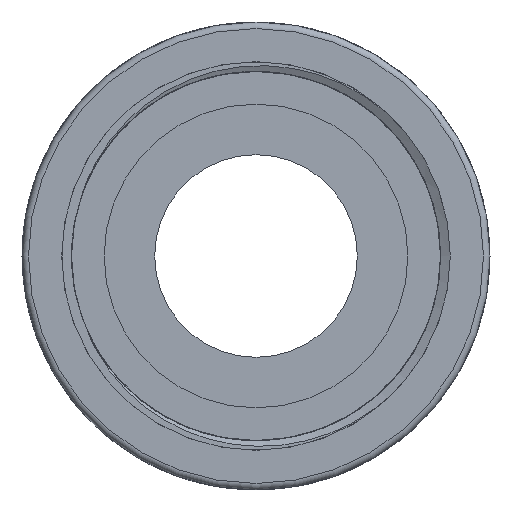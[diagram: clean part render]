
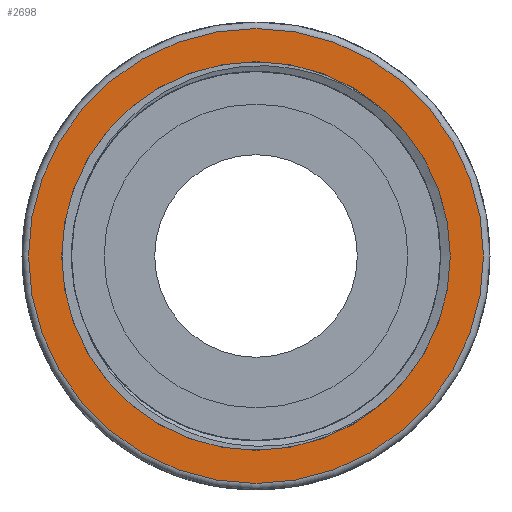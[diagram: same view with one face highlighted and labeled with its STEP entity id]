
A CAD part, front view. The second image highlights one B-rep face of the part: STEP entity #2698.
In plain terms, the highlighted planar face has unit normal (0, -1, 0).
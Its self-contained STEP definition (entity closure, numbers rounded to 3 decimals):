
#2369=PLANE('',#8239);
#2698=ADVANCED_FACE('',(#3071,#3072),#2369,.T.);
#3071=FACE_BOUND('',#3376,.T.);
#3072=FACE_BOUND('',#3377,.T.);
#3376=EDGE_LOOP('',(#4649));
#3377=EDGE_LOOP('',(#4650));
#4649=ORIENTED_EDGE('',*,*,#7269,.T.);
#4650=ORIENTED_EDGE('',*,*,#7270,.T.);
#6330=VERTEX_POINT('',#13028);
#6331=VERTEX_POINT('',#13030);
#7269=EDGE_CURVE('',#6330,#6330,#7859,.T.);
#7270=EDGE_CURVE('',#6331,#6331,#7860,.T.);
#7859=CIRCLE('',#8237,29.807);
#7860=CIRCLE('',#8238,34.9);
#8237=AXIS2_PLACEMENT_3D('',#13027,#9409,#9410);
#8238=AXIS2_PLACEMENT_3D('',#13029,#9411,#9412);
#8239=AXIS2_PLACEMENT_3D('',#13031,#9413,#9414);
#9409=DIRECTION('',(0.,1.,0.));
#9410=DIRECTION('',(1.,0.,0.));
#9411=DIRECTION('',(0.,-1.,0.));
#9412=DIRECTION('',(1.,0.,0.));
#9413=DIRECTION('',(0.,-1.,0.));
#9414=DIRECTION('',(-1.,0.,0.));
#13027=CARTESIAN_POINT('',(-232.511,-47.364,390.));
#13028=CARTESIAN_POINT('',(-202.704,-47.364,390.));
#13029=CARTESIAN_POINT('',(-232.511,-47.364,390.));
#13030=CARTESIAN_POINT('',(-197.611,-47.364,390.));
#13031=CARTESIAN_POINT('',(-232.511,-47.364,390.));
